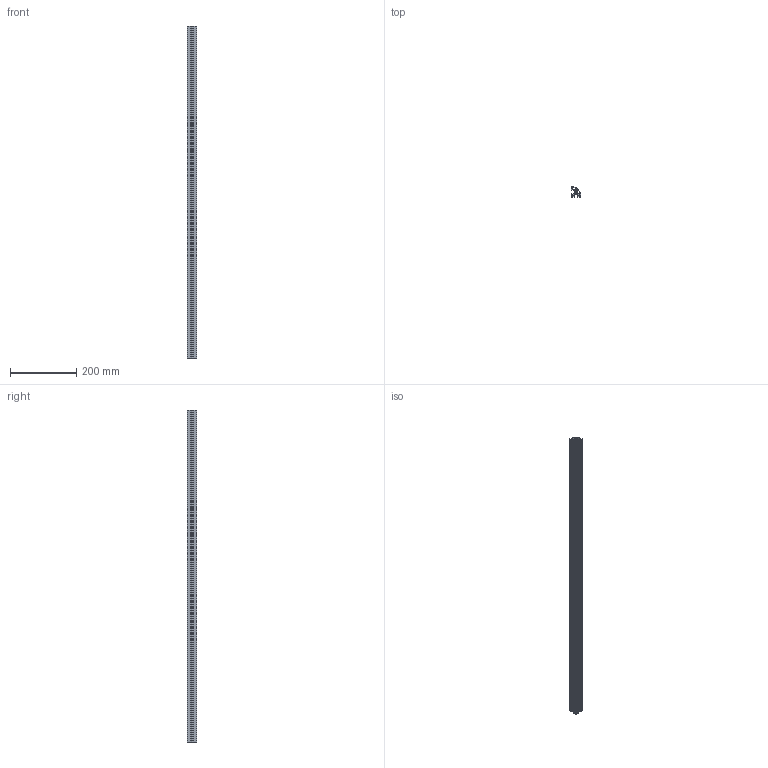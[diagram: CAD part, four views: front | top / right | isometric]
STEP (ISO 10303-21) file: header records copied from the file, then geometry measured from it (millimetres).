
FILE_DESCRIPTION (( 'STEP AP203' ), '1' );
FILE_NAME ('30 x 30 R SÝGMA PROFÝL.STEP', '2013-07-29T14:33:10', ( 'Kadir' ), ( '' ), 'SwSTEP 2.0', 'SolidWorks 2013', '' );
FILE_SCHEMA (( 'CONFIG_CONTROL_DESIGN' ));
Length unit declared in the file: millimetre
Products named in the file (1): 30 x 30 R SÝGMA PROFÝL
Bounding box: 30 x 30 x 1000 mm (x, y, z)
Volume: 277637.8 mm3; surface area: 307064.8 mm2
Topology: 1 solids, 1 shells, 105 faces, 309 edges, 206 vertices
Faces by surface type: plane 63, cylinder 42
Entity records: 3600 total; most frequent: CARTESIAN_POINT 621, ORIENTED_EDGE 618, DIRECTION 605, EDGE_CURVE 309, LINE 225, VECTOR 225, VERTEX_POINT 206, AXIS2_PLACEMENT_3D 190
